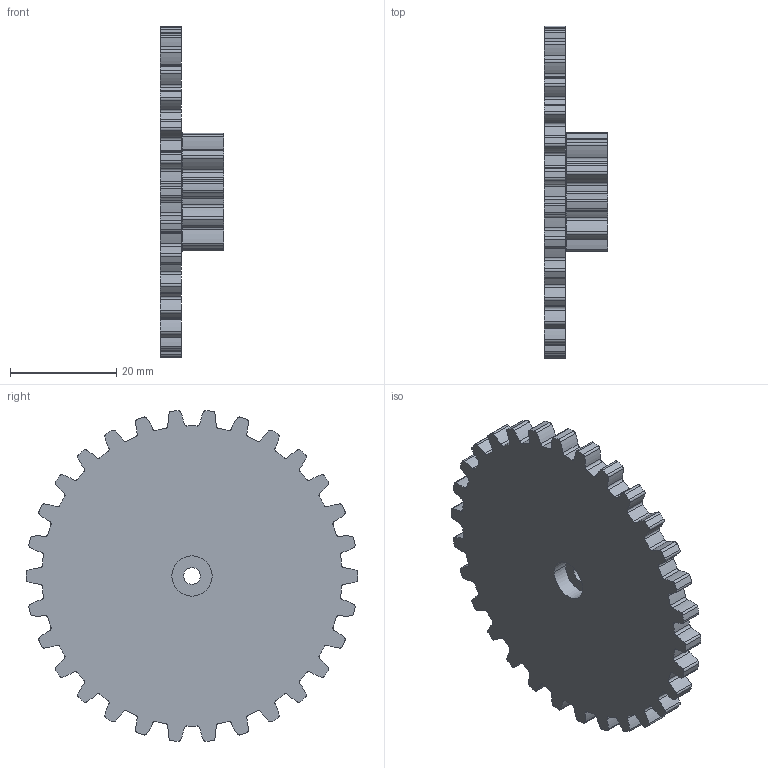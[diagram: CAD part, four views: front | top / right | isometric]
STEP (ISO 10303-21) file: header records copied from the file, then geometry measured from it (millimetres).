
FILE_DESCRIPTION(('CATIA V5 STEP Exchange'),'2;1');
FILE_NAME('Gaer 2.stp','2024-11-23T09:22:58+00:00',('none'),('none'),'CATIA Version 5 Release 20 GA (IN-10)','CATIA V5 STEP AP203','none');
FILE_SCHEMA(('CONFIG_CONTROL_DESIGN'));
Length unit declared in the file: millimetre
Products named in the file (1): Ornithopter
Bounding box: 12 x 62.5 x 62.28 mm (x, y, z)
Volume: 13077.8 mm3; surface area: 7727.5 mm2
Topology: 1 solids, 1 shells, 411 faces, 1138 edges, 732 vertices
Faces by surface type: cylinder 326, torus 80, plane 5
Entity records: 12580 total; most frequent: ORIENTED_EDGE 2276, CARTESIAN_POINT 2256, DIRECTION 1874, AXIS2_PLACEMENT_3D 1180, EDGE_CURVE 1138, CIRCLE 810, VERTEX_POINT 732, EDGE_LOOP 416
